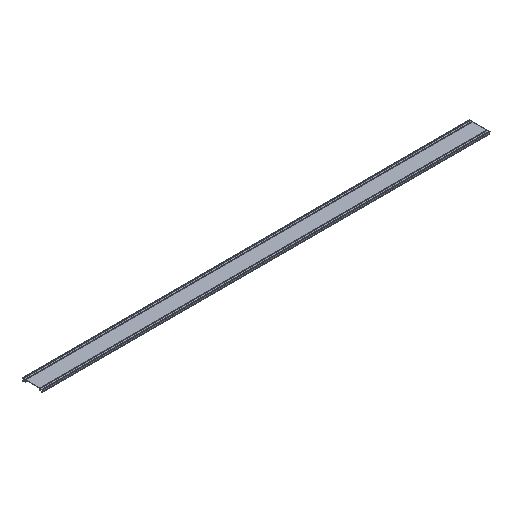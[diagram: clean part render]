
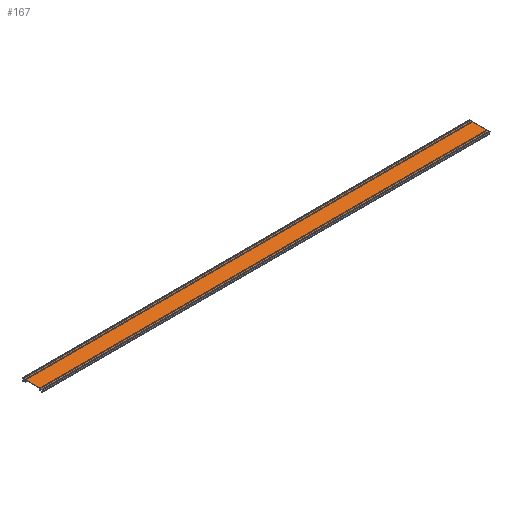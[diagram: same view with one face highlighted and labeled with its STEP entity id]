
A CAD part, isometric view. The second image highlights one B-rep face of the part: STEP entity #167.
In plain terms, the highlighted planar face has unit normal (0, 0, 1).
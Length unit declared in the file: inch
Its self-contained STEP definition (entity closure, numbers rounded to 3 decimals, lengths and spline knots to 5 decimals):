
#125=PLANE('',#1000);
#167=ADVANCED_FACE('',(#235),#125,.F.);
#235=FACE_OUTER_BOUND('',#277,.T.);
#277=EDGE_LOOP('',(#572,#573,#574,#575));
#281=LINE('',#1269,#349);
#345=LINE('',#1495,#413);
#346=LINE('',#1499,#414);
#347=LINE('',#1500,#415);
#349=VECTOR('',#1010,1.);
#413=VECTOR('',#1248,1.);
#414=VECTOR('',#1253,1.);
#415=VECTOR('',#1254,1.);
#572=ORIENTED_EDGE('',*,*,#854,.T.);
#573=ORIENTED_EDGE('',*,*,#739,.F.);
#574=ORIENTED_EDGE('',*,*,#855,.F.);
#575=ORIENTED_EDGE('',*,*,#852,.T.);
#656=VERTEX_POINT('',#1263);
#659=VERTEX_POINT('',#1268);
#734=VERTEX_POINT('',#1494);
#735=VERTEX_POINT('',#1496);
#739=EDGE_CURVE('',#659,#656,#281,.T.);
#852=EDGE_CURVE('',#735,#734,#345,.T.);
#854=EDGE_CURVE('',#734,#656,#346,.T.);
#855=EDGE_CURVE('',#735,#659,#347,.T.);
#1000=AXIS2_PLACEMENT_3D('',#1501,#1255,#1256);
#1010=DIRECTION('',(-1.,0.,0.));
#1248=DIRECTION('',(-1.,0.,0.));
#1253=DIRECTION('',(0.,-1.,0.));
#1254=DIRECTION('',(0.,-1.,0.));
#1255=DIRECTION('',(0.,0.,-1.));
#1256=DIRECTION('',(0.,1.,0.));
#1263=CARTESIAN_POINT('',(5.,-1.66,4.1));
#1268=CARTESIAN_POINT('',(77.,-1.66,4.1));
#1269=CARTESIAN_POINT('',(13.,-1.66,4.1));
#1494=CARTESIAN_POINT('',(5.,1.66,4.1));
#1495=CARTESIAN_POINT('',(13.,1.66,4.1));
#1496=CARTESIAN_POINT('',(77.,1.66,4.1));
#1499=CARTESIAN_POINT('',(5.,1.66,4.1));
#1500=CARTESIAN_POINT('',(77.,1.66,4.1));
#1501=CARTESIAN_POINT('',(13.,1.66,4.1));
